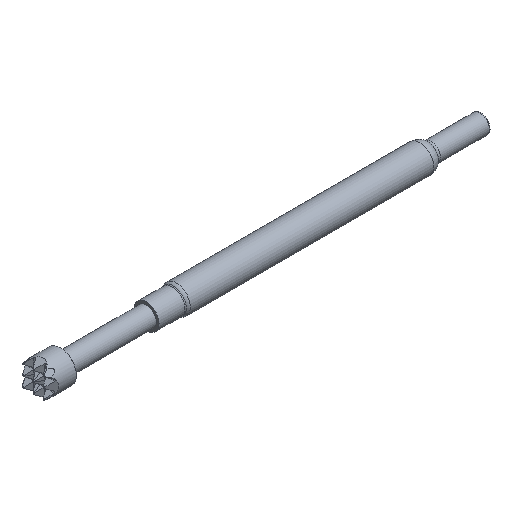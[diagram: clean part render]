
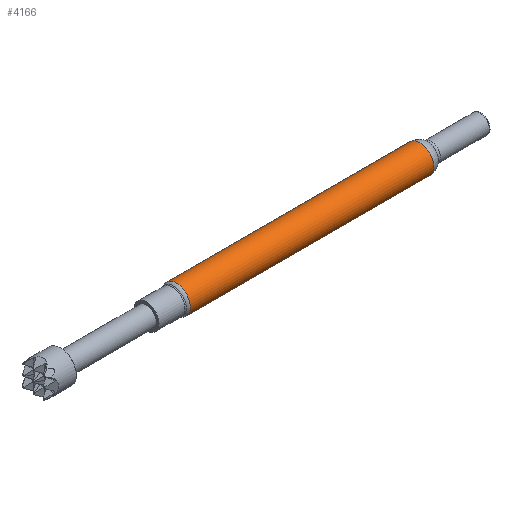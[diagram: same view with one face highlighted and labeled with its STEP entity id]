
A CAD part, isometric view. The second image highlights one B-rep face of the part: STEP entity #4166.
In plain terms, the highlighted cylindrical face has radius 0.683 mm (diameter 1.367 mm), a full revolution.
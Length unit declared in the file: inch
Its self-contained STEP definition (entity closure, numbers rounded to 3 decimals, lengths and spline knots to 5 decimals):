
#378 = AXIS2_PLACEMENT_3D ( 'NONE', #1980, #3668, #5805 ) ;
#443 = DIRECTION ( 'NONE',  ( 0., 0., 1. ) ) ;
#609 = EDGE_LOOP ( 'NONE', ( #3926 ) ) ;
#864 = ORIENTED_EDGE ( 'NONE', *, *, #4975, .T. ) ;
#982 = DIRECTION ( 'NONE',  ( -1., 0., 0. ) ) ;
#1339 = CARTESIAN_POINT ( 'NONE',  ( 0., 0., 0. ) ) ;
#1980 = CARTESIAN_POINT ( 'NONE',  ( 0.05807, 0., 0. ) ) ;
#2083 = AXIS2_PLACEMENT_3D ( 'NONE', #1339, #5718, #5143 ) ;
#2505 = AXIS2_PLACEMENT_3D ( 'NONE', #5817, #982, #443 ) ;
#3319 = VERTEX_POINT ( 'NONE', #4588 ) ;
#3523 = CARTESIAN_POINT ( 'NONE',  ( 0.53, 0., 0.0269 ) ) ;
#3668 = DIRECTION ( 'NONE',  ( 1., 0., 0. ) ) ;
#3926 = ORIENTED_EDGE ( 'NONE', *, *, #6655, .T. ) ;
#3949 = FACE_OUTER_BOUND ( 'NONE', #609, .T. ) ;
#4166 = ADVANCED_FACE ( 'NONE', ( #4530, #3949 ), #5138, .T. ) ;
#4530 = FACE_OUTER_BOUND ( 'NONE', #6616, .T. ) ;
#4588 = CARTESIAN_POINT ( 'NONE',  ( 0.05807, 0., -0.0269 ) ) ;
#4975 = EDGE_CURVE ( 'NONE', #5015, #5015, #5212, .T. ) ;
#5015 = VERTEX_POINT ( 'NONE', #3523 ) ;
#5138 = CYLINDRICAL_SURFACE ( 'NONE', #2083, 0.0269 ) ;
#5143 = DIRECTION ( 'NONE',  ( 0., 0., 1. ) ) ;
#5212 = CIRCLE ( 'NONE', #2505, 0.0269 ) ;
#5718 = DIRECTION ( 'NONE',  ( -1., 0., 0. ) ) ;
#5805 = DIRECTION ( 'NONE',  ( 0., 0., -1. ) ) ;
#5817 = CARTESIAN_POINT ( 'NONE',  ( 0.53, 0., 0. ) ) ;
#6259 = CIRCLE ( 'NONE', #378, 0.0269 ) ;
#6616 = EDGE_LOOP ( 'NONE', ( #864 ) ) ;
#6655 = EDGE_CURVE ( 'NONE', #3319, #3319, #6259, .T. ) ;
